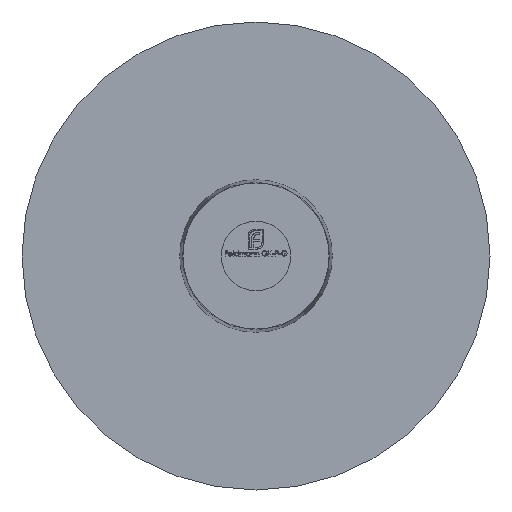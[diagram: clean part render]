
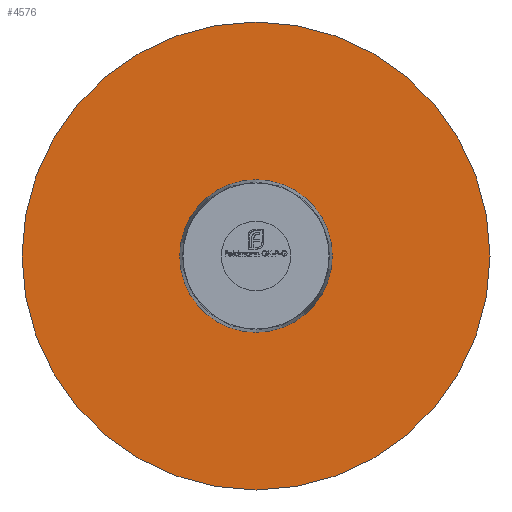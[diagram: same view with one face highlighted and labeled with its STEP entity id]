
A CAD part, front view. The second image highlights one B-rep face of the part: STEP entity #4576.
In plain terms, the highlighted planar face has unit normal (0, -1, 0).
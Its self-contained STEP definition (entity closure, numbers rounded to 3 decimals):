
#37 = ORIENTED_EDGE ( 'NONE', *, *, #3078, .T. ) ;
#1309 = AXIS2_PLACEMENT_3D ( 'NONE', #2318, #5965, #4152 ) ;
#1762 = FACE_BOUND ( 'NONE', #7620, .T. ) ;
#1889 = EDGE_LOOP ( 'NONE', ( #37 ) ) ;
#2318 = CARTESIAN_POINT ( 'NONE',  ( 2.2, 3.5, 0. ) ) ;
#2352 = AXIS2_PLACEMENT_3D ( 'NONE', #10578, #4338, #3496 ) ;
#2471 = CIRCLE ( 'NONE', #2352, 6.75 ) ;
#3078 = EDGE_CURVE ( 'NONE', #3895, #3895, #2471, .T. ) ;
#3422 = FACE_OUTER_BOUND ( 'NONE', #1889, .T. ) ;
#3496 = DIRECTION ( 'NONE',  ( 0., 0., -1. ) ) ;
#3895 = VERTEX_POINT ( 'NONE', #10478 ) ;
#4152 = DIRECTION ( 'NONE',  ( 0., 0., -1. ) ) ;
#4180 = VERTEX_POINT ( 'NONE', #5983 ) ;
#4222 = EDGE_CURVE ( 'NONE', #4180, #4180, #5761, .T. ) ;
#4338 = DIRECTION ( 'NONE',  ( 0., -1., 0. ) ) ;
#4436 = DIRECTION ( 'NONE',  ( 0., 0., -1. ) ) ;
#4576 = ADVANCED_FACE ( 'NONE', ( #3422, #1762 ), #8603, .T. ) ;
#5252 = DIRECTION ( 'NONE',  ( 0., -1., 0. ) ) ;
#5761 = CIRCLE ( 'NONE', #10388, 2.2 ) ;
#5965 = DIRECTION ( 'NONE',  ( 0., -1., 0. ) ) ;
#5983 = CARTESIAN_POINT ( 'NONE',  ( 0., 3.5, -2.2 ) ) ;
#6185 = CARTESIAN_POINT ( 'NONE',  ( 0., 3.5, 0. ) ) ;
#7620 = EDGE_LOOP ( 'NONE', ( #7995 ) ) ;
#7995 = ORIENTED_EDGE ( 'NONE', *, *, #4222, .F. ) ;
#8603 = PLANE ( 'NONE',  #1309 ) ;
#10388 = AXIS2_PLACEMENT_3D ( 'NONE', #6185, #5252, #4436 ) ;
#10478 = CARTESIAN_POINT ( 'NONE',  ( 0., 3.5, -6.75 ) ) ;
#10578 = CARTESIAN_POINT ( 'NONE',  ( 0., 3.5, 0. ) ) ;
